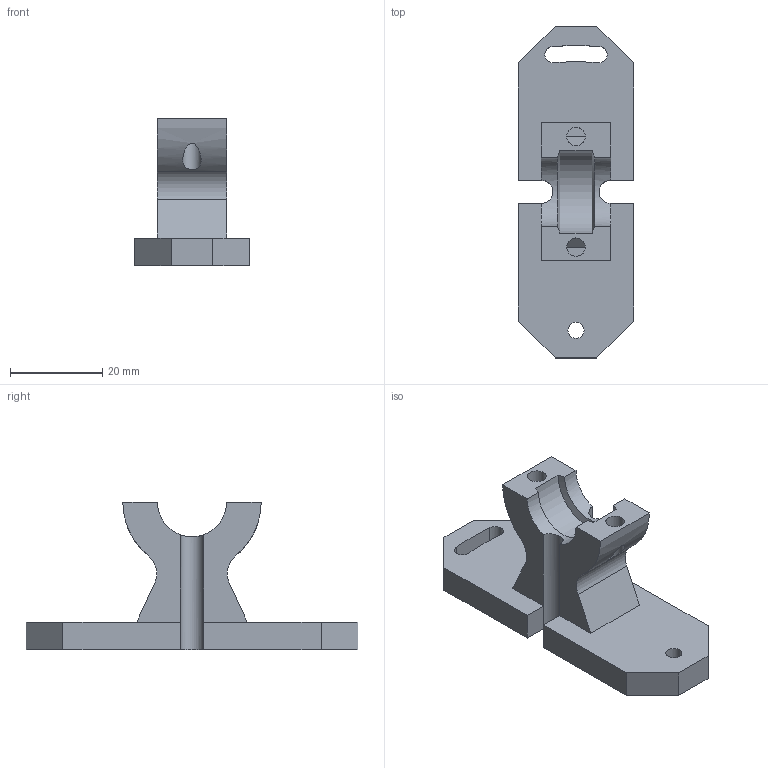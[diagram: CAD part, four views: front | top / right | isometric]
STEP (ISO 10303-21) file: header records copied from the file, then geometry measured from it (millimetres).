
FILE_DESCRIPTION(/* description */ (''),/* implementation_level */ '2;1');
FILE_NAME(/* name */ 'LensHolder-D18-L7-R25.stp',/* time_stamp */ '2023-06-07T16:55:21+02:00',/* author */ ('hello'),/* organization */ (''),/* preprocessor_version */ 'ST-DEVELOPER v19.2',/* originating_system */ 'Autodesk Inventor 2023',/* authorisation */ '');
FILE_SCHEMA (('AUTOMOTIVE_DESIGN { 1 0 10303 214 3 1 1 }'));
Length unit declared in the file: millimetre
Products named in the file (1): LensHolder
Bounding box: 25 x 72 x 32 mm (x, y, z)
Volume: 15710.5 mm3; surface area: 6944.2 mm2
Topology: 1 solids, 1 shells, 43 faces, 121 edges, 80 vertices
Faces by surface type: plane 25, cylinder 16, sphere 2
Full cylindrical faces by diameter (mm): 3.5 x1, 4 x2
Entity records: 1550 total; most frequent: CARTESIAN_POINT 355, ORIENTED_EDGE 242, DIRECTION 237, EDGE_CURVE 121, LINE 81, VECTOR 81, VERTEX_POINT 80, AXIS2_PLACEMENT_3D 78
